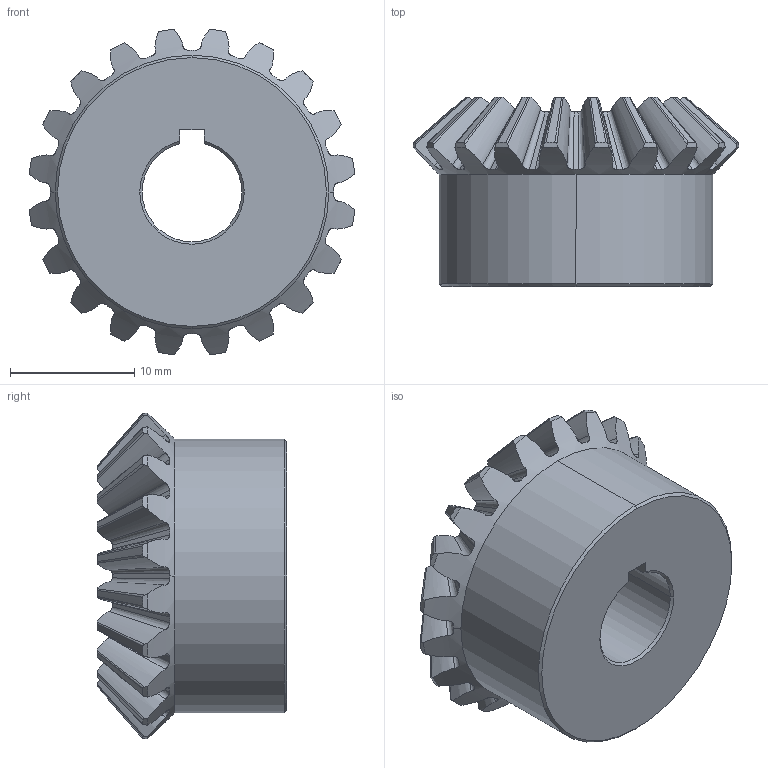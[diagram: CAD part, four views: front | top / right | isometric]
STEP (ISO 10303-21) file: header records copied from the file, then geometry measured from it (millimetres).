
FILE_DESCRIPTION (( 'STEP AP203' ), '1' );
FILE_NAME ('am-3776 Miter Gear 1.25, 20T, 8mm, 2mm Key Bore.STEP', '2017-11-30T18:57:12', ( '' ), ( '' ), 'SwSTEP 2.0', 'SolidWorks 2017', '' );
FILE_SCHEMA (( 'CONFIG_CONTROL_DESIGN' ));
Length unit declared in the file: metre
Products named in the file (1): am-3776  Miter Gear 1.25, 20T, 8mm, 2mm Key Bore
Bounding box: 26.17 x 15.2 x 26.17 mm (x, y, z)
Volume: 4505.7 mm3; surface area: 2404.6 mm2
Topology: 1 solids, 1 shells, 222 faces, 654 edges, 434 vertices
Faces by surface type: bspline 140, cone 32, cylinder 25, plane 25
Entity records: 15013 total; most frequent: CARTESIAN_POINT 9947, ORIENTED_EDGE 1308, EDGE_CURVE 654, DIRECTION 634, VERTEX_POINT 434, B_SPLINE_CURVE_WITH_KNOTS 328, AXIS2_PLACEMENT_3D 225, EDGE_LOOP 224
